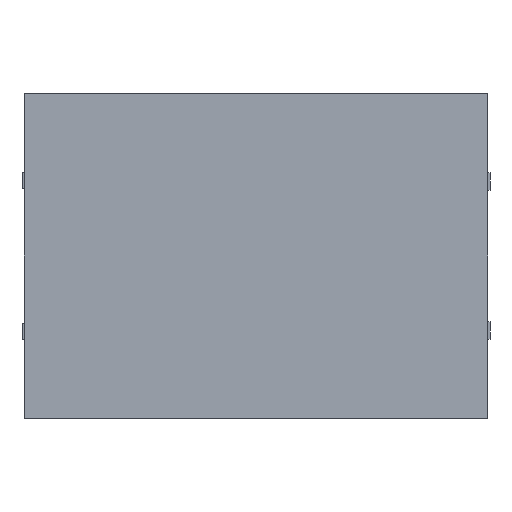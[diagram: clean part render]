
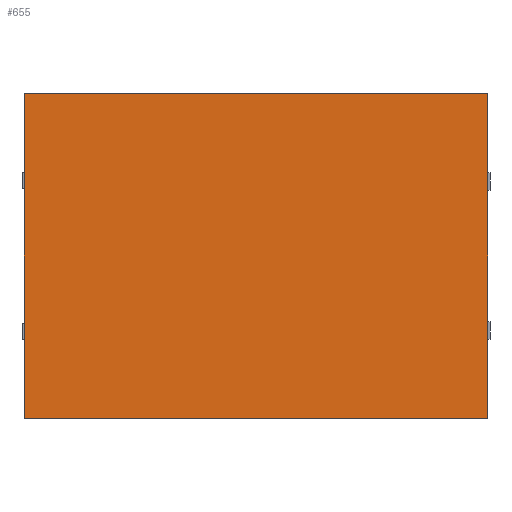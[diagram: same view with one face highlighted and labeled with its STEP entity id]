
A CAD part, front view. The second image highlights one B-rep face of the part: STEP entity #655.
In plain terms, the highlighted planar face has unit normal (0, -1, 0).
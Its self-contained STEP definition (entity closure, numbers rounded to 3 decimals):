
#3 = DIRECTION ( 'NONE',  ( -1., 0., 0. ) ) ;
#69 = ORIENTED_EDGE ( 'NONE', *, *, #1153, .F. ) ;
#109 = VECTOR ( 'NONE', #1914, 1000. ) ;
#206 = LINE ( 'NONE', #1014, #1413 ) ;
#227 = AXIS2_PLACEMENT_3D ( 'NONE', #329, #1003, #819 ) ;
#319 = LINE ( 'NONE', #811, #735 ) ;
#329 = CARTESIAN_POINT ( 'NONE',  ( 0., 0., 0. ) ) ;
#339 = CARTESIAN_POINT ( 'NONE',  ( -2.5, 0., -1.75 ) ) ;
#367 = LINE ( 'NONE', #339, #772 ) ;
#504 = PLANE ( 'NONE',  #227 ) ;
#655 = ADVANCED_FACE ( 'NONE', ( #1775 ), #504, .F. ) ;
#656 = EDGE_CURVE ( 'NONE', #829, #1964, #367, .T. ) ;
#697 = EDGE_LOOP ( 'NONE', ( #1755, #1720, #69, #1484 ) ) ;
#735 = VECTOR ( 'NONE', #2079, 1000. ) ;
#772 = VECTOR ( 'NONE', #3, 1000. ) ;
#811 = CARTESIAN_POINT ( 'NONE',  ( -2.5, 0., 1.75 ) ) ;
#819 = DIRECTION ( 'NONE',  ( 0., 0., 1. ) ) ;
#829 = VERTEX_POINT ( 'NONE', #1531 ) ;
#836 = DIRECTION ( 'NONE',  ( 0., 0., 1. ) ) ;
#931 = VERTEX_POINT ( 'NONE', #1579 ) ;
#964 = CARTESIAN_POINT ( 'NONE',  ( 2.5, 0., -1.75 ) ) ;
#1003 = DIRECTION ( 'NONE',  ( 0., 1., 0. ) ) ;
#1014 = CARTESIAN_POINT ( 'NONE',  ( -2.5, 0., -1.75 ) ) ;
#1033 = EDGE_CURVE ( 'NONE', #931, #1911, #319, .T. ) ;
#1153 = EDGE_CURVE ( 'NONE', #1964, #931, #206, .T. ) ;
#1178 = CARTESIAN_POINT ( 'NONE',  ( 2.5, 0., 1.75 ) ) ;
#1413 = VECTOR ( 'NONE', #836, 1000. ) ;
#1444 = LINE ( 'NONE', #964, #109 ) ;
#1484 = ORIENTED_EDGE ( 'NONE', *, *, #656, .F. ) ;
#1531 = CARTESIAN_POINT ( 'NONE',  ( 2.5, 0., -1.75 ) ) ;
#1564 = EDGE_CURVE ( 'NONE', #1911, #829, #1444, .T. ) ;
#1579 = CARTESIAN_POINT ( 'NONE',  ( -2.5, 0., 1.75 ) ) ;
#1720 = ORIENTED_EDGE ( 'NONE', *, *, #1033, .F. ) ;
#1755 = ORIENTED_EDGE ( 'NONE', *, *, #1564, .F. ) ;
#1775 = FACE_OUTER_BOUND ( 'NONE', #697, .T. ) ;
#1823 = CARTESIAN_POINT ( 'NONE',  ( -2.5, 0., -1.75 ) ) ;
#1911 = VERTEX_POINT ( 'NONE', #1178 ) ;
#1914 = DIRECTION ( 'NONE',  ( 0., 0., -1. ) ) ;
#1964 = VERTEX_POINT ( 'NONE', #1823 ) ;
#2079 = DIRECTION ( 'NONE',  ( 1., 0., 0. ) ) ;
